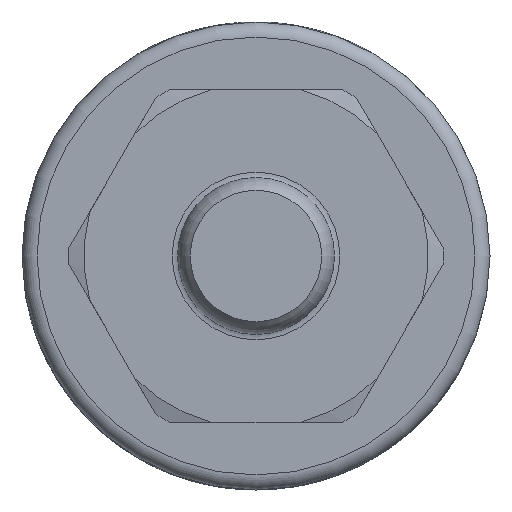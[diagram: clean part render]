
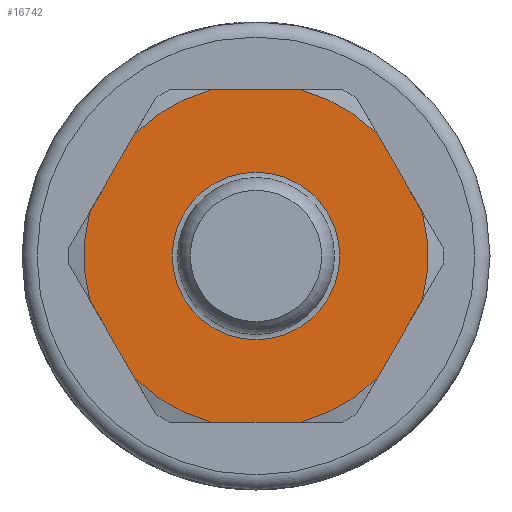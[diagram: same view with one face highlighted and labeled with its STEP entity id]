
A CAD part, left-side view. The second image highlights one B-rep face of the part: STEP entity #16742.
In plain terms, the highlighted planar face has unit normal (-1, 0, 0).
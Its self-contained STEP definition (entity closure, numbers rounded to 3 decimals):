
#82=FACE_BOUND($,#4436,.T.);
#250=CIRCLE($,#17708,5.55);
#251=CIRCLE($,#17710,11.4);
#266=CIRCLE($,#17735,11.4);
#267=CIRCLE($,#17737,11.4);
#268=CIRCLE($,#17739,11.4);
#269=CIRCLE($,#17741,11.4);
#270=CIRCLE($,#17743,11.4);
#990=LINE($,#34901,#2039);
#1000=LINE($,#34977,#2049);
#1001=LINE($,#34978,#2050);
#1002=LINE($,#34979,#2051);
#1003=LINE($,#34980,#2052);
#1004=LINE($,#34981,#2053);
#2039=VECTOR($,#18806,5.987);
#2049=VECTOR($,#18858,5.987);
#2050=VECTOR($,#18859,5.987);
#2051=VECTOR($,#18860,5.987);
#2052=VECTOR($,#18861,5.987);
#2053=VECTOR($,#18862,5.987);
#3024=PLANE($,#17744);
#3503=FACE_OUTER_BOUND($,#4435,.T.);
#4435=EDGE_LOOP($,(#11245,#11246,#11247,#11248,#11249,#11250,#11251,#11252,
#11253,#11254,#11255,#11256));
#4436=EDGE_LOOP($,(#11257));
#6780=VERTEX_POINT($,#34834);
#6782=VERTEX_POINT($,#34838);
#6783=VERTEX_POINT($,#34842);
#6800=VERTEX_POINT($,#34896);
#6810=VERTEX_POINT($,#34931);
#6811=VERTEX_POINT($,#34935);
#6812=VERTEX_POINT($,#34941);
#6813=VERTEX_POINT($,#34945);
#6814=VERTEX_POINT($,#34951);
#6815=VERTEX_POINT($,#34955);
#6816=VERTEX_POINT($,#34961);
#6817=VERTEX_POINT($,#34965);
#6818=VERTEX_POINT($,#34971);
#8507=EDGE_CURVE($,#6780,#6780,#250,.T.);
#8509=EDGE_CURVE($,#6783,#6782,#251,.T.);
#8530=EDGE_CURVE($,#6800,#6783,#990,.T.);
#8547=EDGE_CURVE($,#6810,#6811,#266,.T.);
#8550=EDGE_CURVE($,#6812,#6813,#267,.T.);
#8553=EDGE_CURVE($,#6814,#6815,#268,.T.);
#8556=EDGE_CURVE($,#6816,#6817,#269,.T.);
#8558=EDGE_CURVE($,#6818,#6800,#270,.T.);
#8559=EDGE_CURVE($,#6782,#6810,#1000,.T.);
#8560=EDGE_CURVE($,#6811,#6812,#1001,.T.);
#8561=EDGE_CURVE($,#6813,#6814,#1002,.T.);
#8562=EDGE_CURVE($,#6815,#6816,#1003,.T.);
#8563=EDGE_CURVE($,#6817,#6818,#1004,.T.);
#11245=ORIENTED_EDGE($,*,*,#8559,.T.);
#11246=ORIENTED_EDGE($,*,*,#8547,.T.);
#11247=ORIENTED_EDGE($,*,*,#8560,.T.);
#11248=ORIENTED_EDGE($,*,*,#8550,.T.);
#11249=ORIENTED_EDGE($,*,*,#8561,.T.);
#11250=ORIENTED_EDGE($,*,*,#8553,.T.);
#11251=ORIENTED_EDGE($,*,*,#8562,.T.);
#11252=ORIENTED_EDGE($,*,*,#8556,.T.);
#11253=ORIENTED_EDGE($,*,*,#8563,.T.);
#11254=ORIENTED_EDGE($,*,*,#8558,.T.);
#11255=ORIENTED_EDGE($,*,*,#8530,.T.);
#11256=ORIENTED_EDGE($,*,*,#8509,.T.);
#11257=ORIENTED_EDGE($,*,*,#8507,.F.);
#16742=ADVANCED_FACE($,(#3503,#82),#3024,.T.);
#17708=AXIS2_PLACEMENT_3D($,#34835,#18771,#18772);
#17710=AXIS2_PLACEMENT_3D($,#34843,#18775,#18776);
#17735=AXIS2_PLACEMENT_3D($,#34939,#18838,#18839);
#17737=AXIS2_PLACEMENT_3D($,#34949,#18842,#18843);
#17739=AXIS2_PLACEMENT_3D($,#34959,#18846,#18847);
#17741=AXIS2_PLACEMENT_3D($,#34969,#18850,#18851);
#17743=AXIS2_PLACEMENT_3D($,#34975,#18854,#18855);
#17744=AXIS2_PLACEMENT_3D($,#34976,#18856,#18857);
#18771=DIRECTION('center_axis',(-1.,0.,0.));
#18772=DIRECTION('ref_axis',(0.,0.,-1.));
#18775=DIRECTION('center_axis',(-1.,0.,0.));
#18776=DIRECTION('ref_axis',(0.,0.,-1.));
#18806=DIRECTION($,(0.,1.,0.));
#18838=DIRECTION('center_axis',(-1.,0.,0.));
#18839=DIRECTION('ref_axis',(0.,0.,-1.));
#18842=DIRECTION('center_axis',(-1.,0.,0.));
#18843=DIRECTION('ref_axis',(0.,0.,-1.));
#18846=DIRECTION('center_axis',(-1.,0.,0.));
#18847=DIRECTION('ref_axis',(0.,0.,-1.));
#18850=DIRECTION('center_axis',(-1.,0.,0.));
#18851=DIRECTION('ref_axis',(0.,0.,-1.));
#18854=DIRECTION('center_axis',(-1.,0.,0.));
#18855=DIRECTION('ref_axis',(0.,0.,-1.));
#18856=DIRECTION('center_axis',(-1.,0.,0.));
#18857=DIRECTION('ref_axis',(0.,0.,-1.));
#18858=DIRECTION($,(0.,0.5,-0.866));
#18859=DIRECTION($,(0.,-0.5,-0.866));
#18860=DIRECTION($,(0.,-1.,0.));
#18861=DIRECTION($,(0.,-0.5,0.866));
#18862=DIRECTION($,(0.,0.5,0.866));
#34834=CARTESIAN_POINT('',(-27.,5.55,0.));
#34835=CARTESIAN_POINT('Origin',(-27.,0.,0.));
#34838=CARTESIAN_POINT('',(-27.,8.03,8.092));
#34842=CARTESIAN_POINT('',(-27.,2.993,11.));
#34843=CARTESIAN_POINT('Origin',(-27.,0.,0.));
#34896=CARTESIAN_POINT('',(-27.,-2.993,11.));
#34901=CARTESIAN_POINT($,(-27.,-0.087,11.));
#34931=CARTESIAN_POINT('',(-27.,11.023,2.908));
#34935=CARTESIAN_POINT('',(-27.,11.023,-2.908));
#34939=CARTESIAN_POINT('Origin',(-27.,0.,0.));
#34941=CARTESIAN_POINT('',(-27.,8.03,-8.092));
#34945=CARTESIAN_POINT('',(-27.,2.993,-11.));
#34949=CARTESIAN_POINT('Origin',(-27.,0.,0.));
#34951=CARTESIAN_POINT('',(-27.,-2.993,-11.));
#34955=CARTESIAN_POINT('',(-27.,-8.03,-8.092));
#34959=CARTESIAN_POINT('Origin',(-27.,0.,0.));
#34961=CARTESIAN_POINT('',(-27.,-11.023,-2.908));
#34965=CARTESIAN_POINT('',(-27.,-11.023,2.908));
#34969=CARTESIAN_POINT('Origin',(-27.,0.,0.));
#34971=CARTESIAN_POINT('',(-27.,-8.03,8.092));
#34975=CARTESIAN_POINT('Origin',(-27.,0.,0.));
#34976=CARTESIAN_POINT('Origin',(-27.,5.55,0.));
#34977=CARTESIAN_POINT($,(-27.,8.789,6.777));
#34978=CARTESIAN_POINT($,(-27.,11.651,-1.82));
#34979=CARTESIAN_POINT($,(-27.,5.637,-11.));
#34980=CARTESIAN_POINT($,(-27.,-7.402,-9.18));
#34981=CARTESIAN_POINT($,(-27.,-10.263,4.223));
